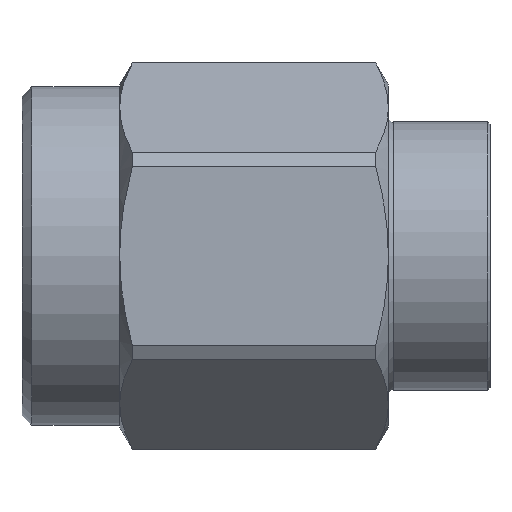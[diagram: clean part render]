
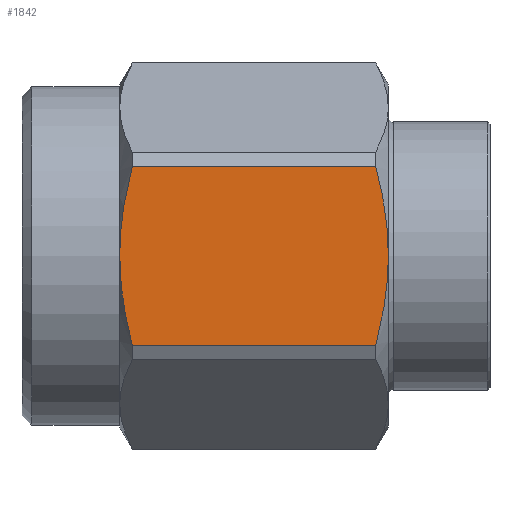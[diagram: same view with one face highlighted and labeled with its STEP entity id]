
A CAD part, top view. The second image highlights one B-rep face of the part: STEP entity #1842.
In plain terms, the highlighted planar face has unit normal (0, 0, 1).
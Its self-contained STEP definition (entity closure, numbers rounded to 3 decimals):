
#5 = CARTESIAN_POINT ( 'NONE',  ( 4.058, 1.233, 7.01 ) ) ;
#70 = CARTESIAN_POINT ( 'NONE',  ( 36.128, 3.665, 7.01 ) ) ;
#166 = VERTEX_POINT ( 'NONE', #1644 ) ;
#288 = CARTESIAN_POINT ( 'NONE',  ( 15., 0.617, 7.01 ) ) ;
#318 = EDGE_CURVE ( 'NONE', #166, #1340, #896, .T. ) ;
#328 = CARTESIAN_POINT ( 'NONE',  ( 4.36, 3.069, 7.01 ) ) ;
#338 = ORIENTED_EDGE ( 'NONE', *, *, #777, .T. ) ;
#340 = EDGE_CURVE ( 'NONE', #1032, #1076, #711, .T. ) ;
#432 = CARTESIAN_POINT ( 'NONE',  ( 4.359, -3.063, 7.01 ) ) ;
#433 = CARTESIAN_POINT ( 'NONE',  ( 14.48, 3.665, 7.01 ) ) ;
#437 = VERTEX_POINT ( 'NONE', #1094 ) ;
#441 = CARTESIAN_POINT ( 'NONE',  ( 4.048, -1.231, 7.01 ) ) ;
#636 = CARTESIAN_POINT ( 'NONE',  ( 4.52, 3.665, 7.01 ) ) ;
#643 = CARTESIAN_POINT ( 'NONE',  ( 4.012, 0.615, 7.01 ) ) ;
#690 = VECTOR ( 'NONE', #1548, 1000. ) ;
#711 = B_SPLINE_CURVE_WITH_KNOTS ( 'NONE', 3,
 ( #1386, #288, #1396, #1409, #1566, #433 ),
 .UNSPECIFIED., .F., .F.,
 ( 4, 2, 4 ),
 ( 0.017, 0.019, 0.021 ),
 .UNSPECIFIED. ) ;
#714 = EDGE_CURVE ( 'NONE', #1076, #437, #1178, .T. ) ;
#772 = CARTESIAN_POINT ( 'NONE',  ( 14.907, -1.544, 7.01 ) ) ;
#777 = EDGE_CURVE ( 'NONE', #1529, #1340, #1783, .T. ) ;
#788 = AXIS2_PLACEMENT_3D ( 'NONE', #1464, #982, #1174 ) ;
#836 = CARTESIAN_POINT ( 'NONE',  ( 14.942, -1.233, 7.01 ) ) ;
#896 = LINE ( 'NONE', #1039, #690 ) ;
#913 = CARTESIAN_POINT ( 'NONE',  ( 4.227, -2.453, 7.01 ) ) ;
#965 = CARTESIAN_POINT ( 'NONE',  ( 4.229, 2.466, 7.01 ) ) ;
#971 = EDGE_CURVE ( 'NONE', #166, #1032, #1727, .T. ) ;
#982 = DIRECTION ( 'NONE',  ( 0., 0., 1. ) ) ;
#1002 = FACE_OUTER_BOUND ( 'NONE', #1288, .T. ) ;
#1015 = DIRECTION ( 'NONE',  ( -1., 0., 0. ) ) ;
#1032 = VERTEX_POINT ( 'NONE', #2075 ) ;
#1039 = CARTESIAN_POINT ( 'NONE',  ( 36.128, -3.665, 7.01 ) ) ;
#1061 = CARTESIAN_POINT ( 'NONE',  ( 4., 0., 7.01 ) ) ;
#1076 = VERTEX_POINT ( 'NONE', #1521 ) ;
#1078 = CARTESIAN_POINT ( 'NONE',  ( 4.52, -3.665, 7.01 ) ) ;
#1094 = CARTESIAN_POINT ( 'NONE',  ( 4.52, 3.665, 7.01 ) ) ;
#1147 = B_SPLINE_CURVE_WITH_KNOTS ( 'NONE', 3,
 ( #636, #328, #965, #1454, #5, #643, #1294, #1953 ),
 .UNSPECIFIED., .F., .F.,
 ( 4, 2, 2, 4 ),
 ( 0.014, 0.015, 0.016, 0.017 ),
 .UNSPECIFIED. ) ;
#1174 = DIRECTION ( 'NONE',  ( 1., 0., 0. ) ) ;
#1178 = LINE ( 'NONE', #70, #1968 ) ;
#1222 = ORIENTED_EDGE ( 'NONE', *, *, #340, .T. ) ;
#1288 = EDGE_LOOP ( 'NONE', ( #1377, #1687, #1222, #1983, #1934, #338 ) ) ;
#1294 = CARTESIAN_POINT ( 'NONE',  ( 4., 0.307, 7.01 ) ) ;
#1303 = CARTESIAN_POINT ( 'NONE',  ( 14.64, -3.069, 7.01 ) ) ;
#1311 = CARTESIAN_POINT ( 'NONE',  ( 15., -0.307, 7.01 ) ) ;
#1321 = CARTESIAN_POINT ( 'NONE',  ( 15., 0., 7.01 ) ) ;
#1339 = CARTESIAN_POINT ( 'NONE',  ( 4.52, -3.665, 7.01 ) ) ;
#1340 = VERTEX_POINT ( 'NONE', #1339 ) ;
#1377 = ORIENTED_EDGE ( 'NONE', *, *, #318, .F. ) ;
#1386 = CARTESIAN_POINT ( 'NONE',  ( 15., 0., 7.01 ) ) ;
#1396 = CARTESIAN_POINT ( 'NONE',  ( 14.952, 1.231, 7.01 ) ) ;
#1409 = CARTESIAN_POINT ( 'NONE',  ( 14.773, 2.453, 7.01 ) ) ;
#1412 = CARTESIAN_POINT ( 'NONE',  ( 14.771, -2.466, 7.01 ) ) ;
#1454 = CARTESIAN_POINT ( 'NONE',  ( 4.093, 1.544, 7.01 ) ) ;
#1464 = CARTESIAN_POINT ( 'NONE',  ( 36.128, -3.662, 7.01 ) ) ;
#1521 = CARTESIAN_POINT ( 'NONE',  ( 14.48, 3.665, 7.01 ) ) ;
#1529 = VERTEX_POINT ( 'NONE', #1562 ) ;
#1548 = DIRECTION ( 'NONE',  ( -1., 0., 0. ) ) ;
#1562 = CARTESIAN_POINT ( 'NONE',  ( 4., 0., 7.01 ) ) ;
#1566 = CARTESIAN_POINT ( 'NONE',  ( 14.641, 3.063, 7.01 ) ) ;
#1621 = CARTESIAN_POINT ( 'NONE',  ( 14.48, -3.665, 7.01 ) ) ;
#1644 = CARTESIAN_POINT ( 'NONE',  ( 14.48, -3.665, 7.01 ) ) ;
#1652 = EDGE_CURVE ( 'NONE', #437, #1529, #1147, .T. ) ;
#1653 = PLANE ( 'NONE',  #788 ) ;
#1687 = ORIENTED_EDGE ( 'NONE', *, *, #971, .T. ) ;
#1713 = CARTESIAN_POINT ( 'NONE',  ( 4., -0.617, 7.01 ) ) ;
#1727 = B_SPLINE_CURVE_WITH_KNOTS ( 'NONE', 3,
 ( #1621, #1303, #1412, #772, #836, #1800, #1311, #1321 ),
 .UNSPECIFIED., .F., .F.,
 ( 4, 2, 2, 4 ),
 ( 0.014, 0.015, 0.016, 0.017 ),
 .UNSPECIFIED. ) ;
#1783 = B_SPLINE_CURVE_WITH_KNOTS ( 'NONE', 3,
 ( #1061, #1713, #441, #913, #432, #1078 ),
 .UNSPECIFIED., .F., .F.,
 ( 4, 2, 4 ),
 ( 0.017, 0.019, 0.021 ),
 .UNSPECIFIED. ) ;
#1800 = CARTESIAN_POINT ( 'NONE',  ( 14.988, -0.615, 7.01 ) ) ;
#1842 = ADVANCED_FACE ( 'NONE', ( #1002 ), #1653, .T. ) ;
#1934 = ORIENTED_EDGE ( 'NONE', *, *, #1652, .T. ) ;
#1953 = CARTESIAN_POINT ( 'NONE',  ( 4., 0., 7.01 ) ) ;
#1968 = VECTOR ( 'NONE', #1015, 1000. ) ;
#1983 = ORIENTED_EDGE ( 'NONE', *, *, #714, .T. ) ;
#2075 = CARTESIAN_POINT ( 'NONE',  ( 15., 0., 7.01 ) ) ;
